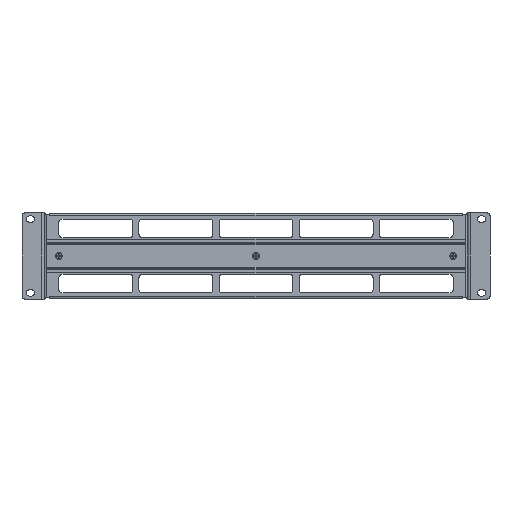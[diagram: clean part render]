
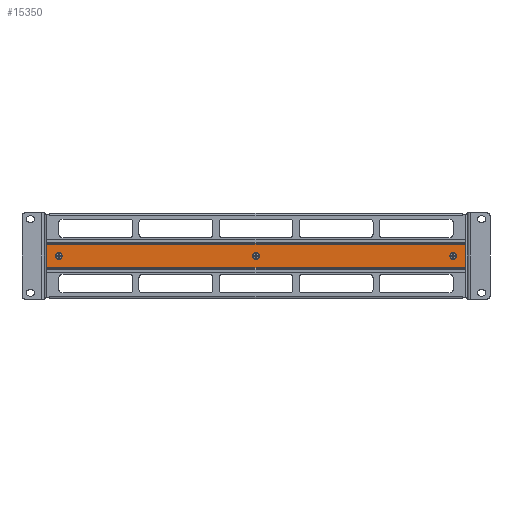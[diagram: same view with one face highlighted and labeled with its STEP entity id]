
A CAD part, front view. The second image highlights one B-rep face of the part: STEP entity #15350.
In plain terms, the highlighted planar face has unit normal (0, -1, 0).
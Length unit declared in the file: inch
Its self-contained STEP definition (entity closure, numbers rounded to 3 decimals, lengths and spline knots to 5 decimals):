
#220 = DIRECTION ( 'NONE',  ( 0., 0., -1. ) ) ;
#224 = CARTESIAN_POINT ( 'NONE',  ( 8.5, -0.036, -0.472 ) ) ;
#437 = CARTESIAN_POINT ( 'NONE',  ( -8.5, -0.036, -0.69 ) ) ;
#555 = EDGE_CURVE ( 'NONE', #7704, #13201, #11712, .T. ) ;
#940 = PLANE ( 'NONE',  #8152 ) ;
#1662 = VERTEX_POINT ( 'NONE', #1836 ) ;
#1821 = DIRECTION ( 'NONE',  ( 0., 0., -1. ) ) ;
#1836 = CARTESIAN_POINT ( 'NONE',  ( -8., -0.036, -0.094 ) ) ;
#2095 = ORIENTED_EDGE ( 'NONE', *, *, #14689, .T. ) ;
#2936 = LINE ( 'NONE', #437, #6605 ) ;
#3379 = CARTESIAN_POINT ( 'NONE',  ( 8.5, -0.036, 0.472 ) ) ;
#3435 = VERTEX_POINT ( 'NONE', #16192 ) ;
#3730 = AXIS2_PLACEMENT_3D ( 'NONE', #6989, #12496, #1821 ) ;
#3769 = DIRECTION ( 'NONE',  ( 0., 0., -1. ) ) ;
#4613 = CIRCLE ( 'NONE', #7074, 0.094 ) ;
#5068 = DIRECTION ( 'NONE',  ( 0., -1., 0. ) ) ;
#5171 = DIRECTION ( 'NONE',  ( -1., 0., 0. ) ) ;
#5485 = DIRECTION ( 'NONE',  ( 1., 0., 0. ) ) ;
#5694 = DIRECTION ( 'NONE',  ( 0., 0., -1. ) ) ;
#6289 = DIRECTION ( 'NONE',  ( 0., 1., 0. ) ) ;
#6605 = VECTOR ( 'NONE', #5694, 39.37008 ) ;
#6959 = CARTESIAN_POINT ( 'NONE',  ( 8.5, -0.036, 0.49 ) ) ;
#6989 = CARTESIAN_POINT ( 'NONE',  ( -8., -0.036, 0. ) ) ;
#7074 = AXIS2_PLACEMENT_3D ( 'NONE', #11446, #6289, #11614 ) ;
#7495 = FACE_BOUND ( 'NONE', #16462, .T. ) ;
#7584 = VECTOR ( 'NONE', #5485, 39.37008 ) ;
#7704 = VERTEX_POINT ( 'NONE', #3379 ) ;
#7877 = CARTESIAN_POINT ( 'NONE',  ( 8., -0.036, -0.094 ) ) ;
#8152 = AXIS2_PLACEMENT_3D ( 'NONE', #15510, #5068, #3769 ) ;
#8383 = EDGE_CURVE ( 'NONE', #8927, #8927, #4613, .T. ) ;
#8611 = ORIENTED_EDGE ( 'NONE', *, *, #12136, .F. ) ;
#8927 = VERTEX_POINT ( 'NONE', #14185 ) ;
#9217 = CARTESIAN_POINT ( 'NONE',  ( 8., -0.036, 0. ) ) ;
#9674 = AXIS2_PLACEMENT_3D ( 'NONE', #9217, #12036, #15616 ) ;
#9719 = CARTESIAN_POINT ( 'NONE',  ( -8.5, -0.036, 0.472 ) ) ;
#10072 = FACE_BOUND ( 'NONE', #16125, .T. ) ;
#10284 = EDGE_CURVE ( 'NONE', #13201, #3435, #2936, .T. ) ;
#10587 = CIRCLE ( 'NONE', #3730, 0.094 ) ;
#11446 = CARTESIAN_POINT ( 'NONE',  ( 0., -0.036, 0. ) ) ;
#11591 = EDGE_CURVE ( 'NONE', #11903, #11903, #16572, .T. ) ;
#11614 = DIRECTION ( 'NONE',  ( 0., 0., -1. ) ) ;
#11659 = VECTOR ( 'NONE', #220, 39.37008 ) ;
#11712 = LINE ( 'NONE', #16987, #15129 ) ;
#11903 = VERTEX_POINT ( 'NONE', #7877 ) ;
#12036 = DIRECTION ( 'NONE',  ( 0., 1., 0. ) ) ;
#12136 = EDGE_CURVE ( 'NONE', #7704, #13510, #13332, .T. ) ;
#12347 = ORIENTED_EDGE ( 'NONE', *, *, #11591, .T. ) ;
#12429 = EDGE_LOOP ( 'NONE', ( #2095 ) ) ;
#12496 = DIRECTION ( 'NONE',  ( 0., 1., 0. ) ) ;
#12628 = ORIENTED_EDGE ( 'NONE', *, *, #13146, .T. ) ;
#12902 = ORIENTED_EDGE ( 'NONE', *, *, #8383, .T. ) ;
#13146 = EDGE_CURVE ( 'NONE', #3435, #13510, #14383, .T. ) ;
#13201 = VERTEX_POINT ( 'NONE', #9719 ) ;
#13332 = LINE ( 'NONE', #6959, #11659 ) ;
#13510 = VERTEX_POINT ( 'NONE', #15543 ) ;
#14185 = CARTESIAN_POINT ( 'NONE',  ( 0., -0.036, -0.094 ) ) ;
#14383 = LINE ( 'NONE', #224, #7584 ) ;
#14406 = ORIENTED_EDGE ( 'NONE', *, *, #10284, .T. ) ;
#14419 = ORIENTED_EDGE ( 'NONE', *, *, #555, .T. ) ;
#14689 = EDGE_CURVE ( 'NONE', #1662, #1662, #10587, .T. ) ;
#15129 = VECTOR ( 'NONE', #5171, 39.37008 ) ;
#15350 = ADVANCED_FACE ( 'NONE', ( #16884, #7495, #10072, #16633 ), #940, .T. ) ;
#15510 = CARTESIAN_POINT ( 'NONE',  ( 8.5, -0.036, -0.49 ) ) ;
#15543 = CARTESIAN_POINT ( 'NONE',  ( 8.5, -0.036, -0.472 ) ) ;
#15616 = DIRECTION ( 'NONE',  ( 0., 0., -1. ) ) ;
#16125 = EDGE_LOOP ( 'NONE', ( #12347 ) ) ;
#16192 = CARTESIAN_POINT ( 'NONE',  ( -8.5, -0.036, -0.472 ) ) ;
#16393 = EDGE_LOOP ( 'NONE', ( #8611, #14419, #14406, #12628 ) ) ;
#16462 = EDGE_LOOP ( 'NONE', ( #12902 ) ) ;
#16572 = CIRCLE ( 'NONE', #9674, 0.094 ) ;
#16633 = FACE_BOUND ( 'NONE', #12429, .T. ) ;
#16884 = FACE_OUTER_BOUND ( 'NONE', #16393, .T. ) ;
#16987 = CARTESIAN_POINT ( 'NONE',  ( 8.5, -0.036, 0.472 ) ) ;
